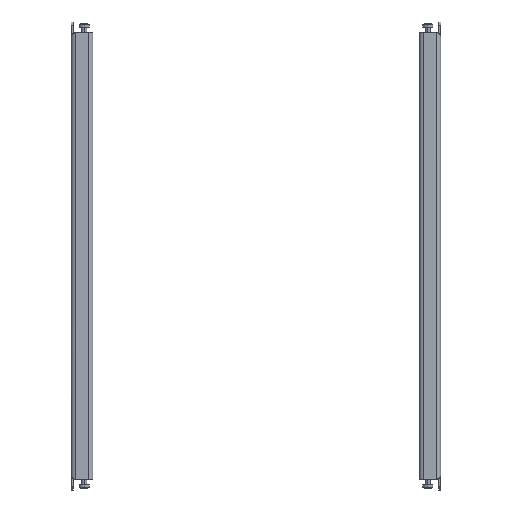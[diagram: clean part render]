
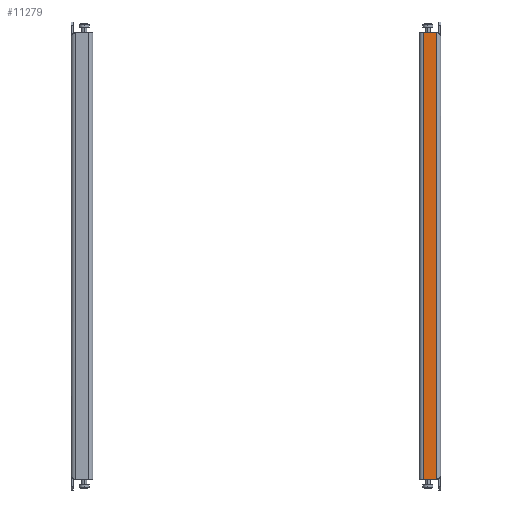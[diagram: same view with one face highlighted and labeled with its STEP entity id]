
A CAD part, front view. The second image highlights one B-rep face of the part: STEP entity #11279.
In plain terms, the highlighted planar face has unit normal (0, -1, 0).
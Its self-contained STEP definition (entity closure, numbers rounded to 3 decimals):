
#219 = AXIS2_PLACEMENT_3D ( 'NONE', #9530, #6735, #3765 ) ;
#265 = EDGE_CURVE ( 'NONE', #1796, #9356, #9641, .T. ) ;
#750 = CARTESIAN_POINT ( 'NONE',  ( 217.4, -49., -4. ) ) ;
#1027 = ORIENTED_EDGE ( 'NONE', *, *, #6535, .F. ) ;
#1105 = CARTESIAN_POINT ( 'NONE',  ( 213.4, -49., -4. ) ) ;
#1588 = FACE_OUTER_BOUND ( 'NONE', #5069, .T. ) ;
#1796 = VERTEX_POINT ( 'NONE', #10430 ) ;
#1881 = EDGE_CURVE ( 'NONE', #1796, #2647, #3895, .T. ) ;
#2520 = DIRECTION ( 'NONE',  ( 0., 0., -1. ) ) ;
#2647 = VERTEX_POINT ( 'NONE', #4047 ) ;
#2678 = ORIENTED_EDGE ( 'NONE', *, *, #265, .T. ) ;
#2852 = CARTESIAN_POINT ( 'NONE',  ( 217.4, -49., -17. ) ) ;
#2853 = EDGE_CURVE ( 'NONE', #9356, #10316, #7857, .T. ) ;
#3765 = DIRECTION ( 'NONE',  ( 0., 0., 1. ) ) ;
#3895 = LINE ( 'NONE', #1105, #8162 ) ;
#4047 = CARTESIAN_POINT ( 'NONE',  ( 217.4, -49., -4. ) ) ;
#4699 = ORIENTED_EDGE ( 'NONE', *, *, #2853, .T. ) ;
#5069 = EDGE_LOOP ( 'NONE', ( #4699, #1027, #10276, #2678 ) ) ;
#6321 = LINE ( 'NONE', #750, #8604 ) ;
#6456 = VECTOR ( 'NONE', #2520, 1000. ) ;
#6535 = EDGE_CURVE ( 'NONE', #2647, #10316, #6321, .T. ) ;
#6735 = DIRECTION ( 'NONE',  ( 0., 1., 0. ) ) ;
#7396 = DIRECTION ( 'NONE',  ( 0., 0., -1. ) ) ;
#7606 = DIRECTION ( 'NONE',  ( 1., 0., 0. ) ) ;
#7857 = LINE ( 'NONE', #8623, #10096 ) ;
#8162 = VECTOR ( 'NONE', #10627, 1000. ) ;
#8604 = VECTOR ( 'NONE', #7396, 1000. ) ;
#8623 = CARTESIAN_POINT ( 'NONE',  ( -217.4, -49., -17. ) ) ;
#8722 = PLANE ( 'NONE',  #219 ) ;
#8898 = CARTESIAN_POINT ( 'NONE',  ( -217.4, -49., -17. ) ) ;
#9356 = VERTEX_POINT ( 'NONE', #8898 ) ;
#9530 = CARTESIAN_POINT ( 'NONE',  ( 0., -49., 0. ) ) ;
#9641 = LINE ( 'NONE', #12017, #6456 ) ;
#10096 = VECTOR ( 'NONE', #7606, 1000. ) ;
#10276 = ORIENTED_EDGE ( 'NONE', *, *, #1881, .F. ) ;
#10316 = VERTEX_POINT ( 'NONE', #2852 ) ;
#10430 = CARTESIAN_POINT ( 'NONE',  ( -217.4, -49., -4. ) ) ;
#10627 = DIRECTION ( 'NONE',  ( 1., 0., 0. ) ) ;
#11279 = ADVANCED_FACE ( 'NONE', ( #1588 ), #8722, .F. ) ;
#12017 = CARTESIAN_POINT ( 'NONE',  ( -217.4, -49., -4. ) ) ;
